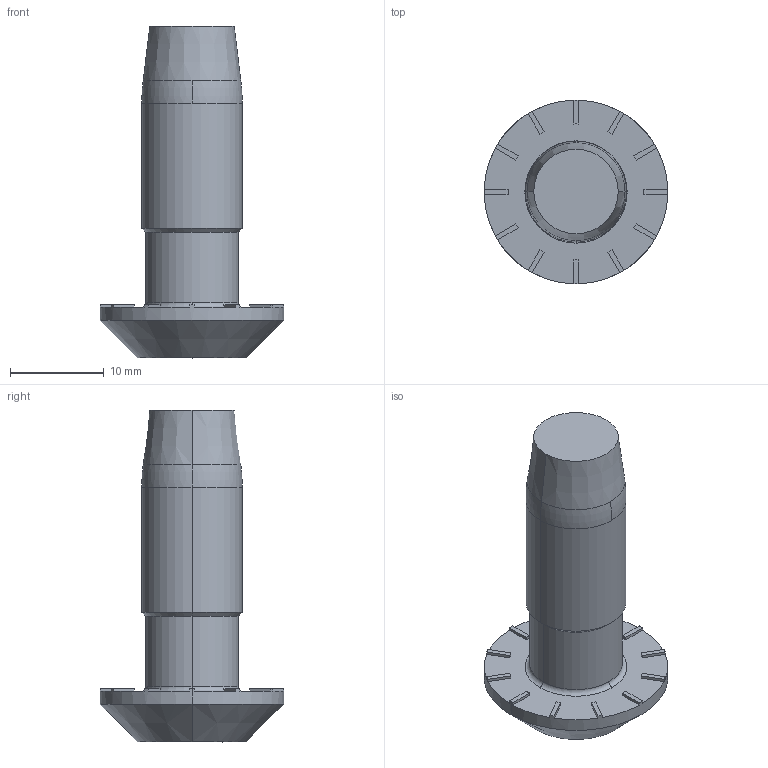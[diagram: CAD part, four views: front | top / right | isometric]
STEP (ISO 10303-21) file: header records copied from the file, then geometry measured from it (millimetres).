
FILE_DESCRIPTION(('STEP AP214'),'1');
FILE_NAME('cctmp_155370B6-9F39-433E-8348-F7B23E6D12B6_2020_1_13_14_17_7_709..stp','2020-01-13T13:17:07',('Bosch Rexroth AG'),('CADClick - www.CADClick.com'),'Spatial InterOp 3D',' ','unknown authorization - (Healing Option Enabled)');
FILE_SCHEMA(('AUTOMOTIVE_DESIGN'));
Length unit declared in the file: millimetre
Products named in the file (1): 2020_01_13__14-17-07-709
Bounding box: 19.6 x 19.6 x 35.4 mm (x, y, z)
Volume: 3540.6 mm3; surface area: 1846.7 mm2
Topology: 1 solids, 1 shells, 107 faces, 299 edges, 194 vertices
Faces by surface type: cylinder 50, plane 39, cone 10, torus 8
Entity records: 5052 total; most frequent: CARTESIAN_POINT 1408, ORIENTED_EDGE 594, DIRECTION 586, EDGE_CURVE 297, AXIS2_PLACEMENT_3D 226, VERTEX_POINT 194, LINE 134, VECTOR 134
